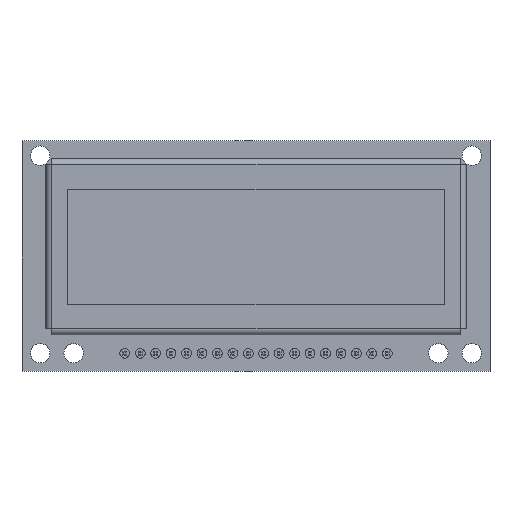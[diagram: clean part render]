
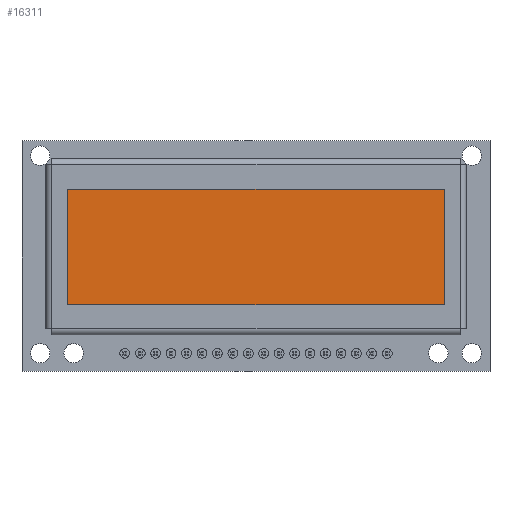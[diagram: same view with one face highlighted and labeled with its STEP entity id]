
A CAD part, top view. The second image highlights one B-rep face of the part: STEP entity #16311.
In plain terms, the highlighted planar face has unit normal (0, 0, 1).
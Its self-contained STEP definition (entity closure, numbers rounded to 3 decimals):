
#16182 = VERTEX_POINT('',#16183);
#16183 = CARTESIAN_POINT('',(-32.5,12.5,8.8));
#16189 = EDGE_CURVE('',#16182,#16190,#16192,.T.);
#16190 = VERTEX_POINT('',#16191);
#16191 = CARTESIAN_POINT('',(32.5,12.5,8.8));
#16192 = LINE('',#16193,#16194);
#16193 = CARTESIAN_POINT('',(-32.5,12.5,8.8));
#16194 = VECTOR('',#16195,1.);
#16195 = DIRECTION('',(1.,0.,0.));
#16220 = EDGE_CURVE('',#16190,#16221,#16223,.T.);
#16221 = VERTEX_POINT('',#16222);
#16222 = CARTESIAN_POINT('',(32.5,-9.5,8.8));
#16223 = LINE('',#16224,#16225);
#16224 = CARTESIAN_POINT('',(32.5,12.5,8.8));
#16225 = VECTOR('',#16226,1.);
#16226 = DIRECTION('',(0.,-1.,0.));
#16251 = EDGE_CURVE('',#16221,#16252,#16254,.T.);
#16252 = VERTEX_POINT('',#16253);
#16253 = CARTESIAN_POINT('',(-32.5,-9.5,8.8));
#16254 = LINE('',#16255,#16256);
#16255 = CARTESIAN_POINT('',(32.5,-9.5,8.8));
#16256 = VECTOR('',#16257,1.);
#16257 = DIRECTION('',(-1.,0.,0.));
#16282 = EDGE_CURVE('',#16252,#16182,#16283,.T.);
#16283 = LINE('',#16284,#16285);
#16284 = CARTESIAN_POINT('',(-32.5,-9.5,8.8));
#16285 = VECTOR('',#16286,1.);
#16286 = DIRECTION('',(0.,1.,0.));
#16311 = ADVANCED_FACE('',(#16312),#16318,.F.);
#16312 = FACE_BOUND('',#16313,.F.);
#16313 = EDGE_LOOP('',(#16314,#16315,#16316,#16317));
#16314 = ORIENTED_EDGE('',*,*,#16189,.T.);
#16315 = ORIENTED_EDGE('',*,*,#16220,.T.);
#16316 = ORIENTED_EDGE('',*,*,#16251,.T.);
#16317 = ORIENTED_EDGE('',*,*,#16282,.T.);
#16318 = PLANE('',#16319);
#16319 = AXIS2_PLACEMENT_3D('',#16320,#16321,#16322);
#16320 = CARTESIAN_POINT('',(0.,1.5,8.8));
#16321 = DIRECTION('',(-0.,-0.,-1.));
#16322 = DIRECTION('',(-1.,0.,0.));
